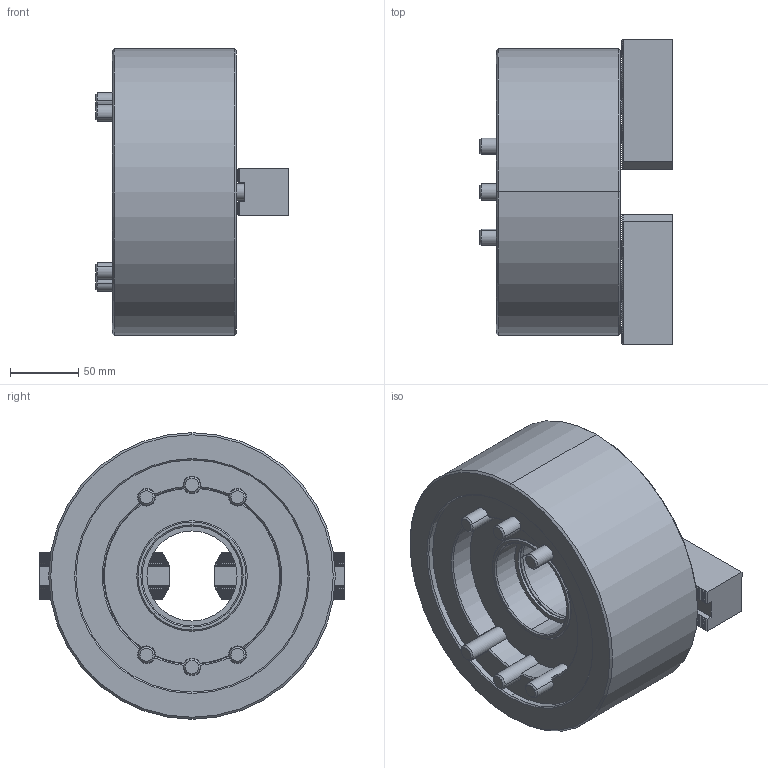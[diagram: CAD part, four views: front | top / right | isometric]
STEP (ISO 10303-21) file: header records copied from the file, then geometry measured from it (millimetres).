
FILE_DESCRIPTION (( 'STEP AP203' ), '1' );
FILE_NAME ('CF-2H-208.STEP', '2019-04-18T03:32:23', ( 'temp' ), ( '' ), 'SwSTEP 2.0', 'SolidWorks 2016', '' );
FILE_SCHEMA (( 'CONFIG_CONTROL_DESIGN' ));
Length unit declared in the file: millimetre
Products named in the file (8): CF-SJ-08; CF-2H-208; CF-2H-208-01000; CF-2H-208-03000; 圓頭內六角螺栓_M12x90; 半圓頭六角孔螺栓_M5x10; 圓頭內六角螺栓_M12x30; CF-2H-208-02000
Assembly tree (19 placements, depth 2):
  CF-2H-208
    CF-2H-208-01000
    CF-2H-208-03000
    圓頭內六角螺栓_M12x90  x6
    半圓頭六角孔螺栓_M5x10  x4
    圓頭內六角螺栓_M12x30  x4
    CF-2H-208-02000
    CF-SJ-08  x2
Bounding box: 141 x 223 x 210 mm (x, y, z)
Volume: 2761717.5 mm3; surface area: 318202.6 mm2
Topology: 19 solids, 19 shells, 1572 faces, 4347 edges, 2828 vertices
Faces by surface type: plane 1029, cylinder 419, cone 112, torus 12
Entity records: 25653 total; most frequent: CARTESIAN_POINT 5213, ORIENTED_EDGE 4282, DIRECTION 3739, EDGE_CURVE 2141, LINE 1533, VECTOR 1533, VERTEX_POINT 1409, AXIS2_PLACEMENT_3D 1103
